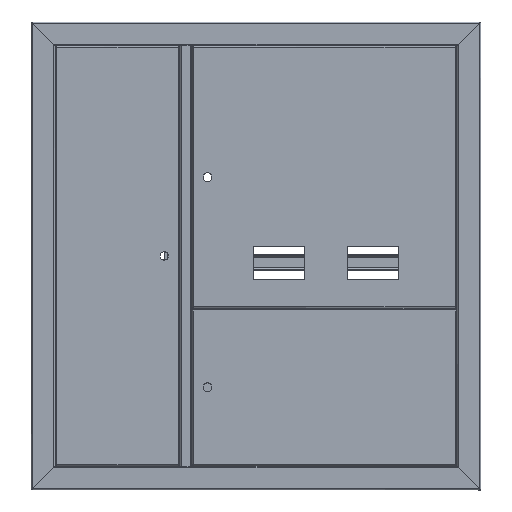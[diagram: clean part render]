
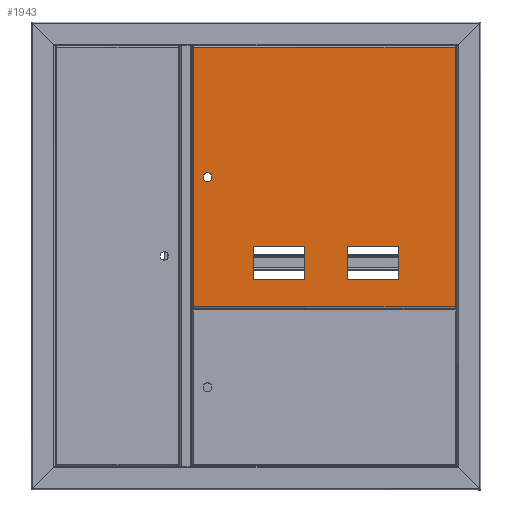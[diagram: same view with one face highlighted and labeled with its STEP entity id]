
A CAD part, top view. The second image highlights one B-rep face of the part: STEP entity #1943.
In plain terms, the highlighted planar face has unit normal (0, 0, 1).
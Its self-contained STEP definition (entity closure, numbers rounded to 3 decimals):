
#1943=ADVANCED_FACE('',(#9082,#9084,#9086,#9088),#9090,.T.);
#9082=FACE_BOUND('',#9083,.T.);
#9083=EDGE_LOOP('',(#16041,#16042,#16043,#16044));
#9084=FACE_BOUND('',#9085,.T.);
#9085=EDGE_LOOP('',(#16045,#16046,#16047,#16048));
#9086=FACE_BOUND('',#9087,.T.);
#9087=EDGE_LOOP('',(#16049,#16050,#16051,#16052));
#9088=FACE_BOUND('',#9089,.T.);
#9089=EDGE_LOOP('',(#16053,#16054,#16055,#16056));
#9090=PLANE('',#9091);
#9091=AXIS2_PLACEMENT_3D('',#9092,#9093,#9094);
#9092=CARTESIAN_POINT('',(0.,0.,0.));
#9093=DIRECTION('',(0.,0.,1.));
#9094=DIRECTION('',(-1.,0.,0.));
#16041=ORIENTED_EDGE('',*,*,#19909,.T.);
#16042=ORIENTED_EDGE('',*,*,#19910,.T.);
#16043=ORIENTED_EDGE('',*,*,#19911,.T.);
#16044=ORIENTED_EDGE('',*,*,#19912,.T.);
#16045=ORIENTED_EDGE('',*,*,#19913,.T.);
#16046=ORIENTED_EDGE('',*,*,#19914,.T.);
#16047=ORIENTED_EDGE('',*,*,#19915,.T.);
#16048=ORIENTED_EDGE('',*,*,#19916,.T.);
#16049=ORIENTED_EDGE('',*,*,#19917,.T.);
#16050=ORIENTED_EDGE('',*,*,#19918,.T.);
#16051=ORIENTED_EDGE('',*,*,#19919,.T.);
#16052=ORIENTED_EDGE('',*,*,#19920,.T.);
#16053=ORIENTED_EDGE('',*,*,#19921,.F.);
#16054=ORIENTED_EDGE('',*,*,#19922,.F.);
#16055=ORIENTED_EDGE('',*,*,#19923,.F.);
#16056=ORIENTED_EDGE('',*,*,#19924,.F.);
#19909=EDGE_CURVE('',#21860,#21861,#21862,.T.);
#19910=EDGE_CURVE('',#21861,#21863,#21864,.T.);
#19911=EDGE_CURVE('',#21863,#21865,#21866,.T.);
#19912=EDGE_CURVE('',#21865,#21860,#21867,.T.);
#19913=EDGE_CURVE('',#21868,#21869,#21870,.F.);
#19914=EDGE_CURVE('',#21869,#21871,#21872,.F.);
#19915=EDGE_CURVE('',#21871,#21873,#21874,.F.);
#19916=EDGE_CURVE('',#21873,#21868,#21875,.F.);
#19917=EDGE_CURVE('',#21876,#21877,#21878,.F.);
#19918=EDGE_CURVE('',#21877,#21879,#21880,.F.);
#19919=EDGE_CURVE('',#21879,#21881,#21882,.F.);
#19920=EDGE_CURVE('',#21881,#21876,#21883,.F.);
#19921=EDGE_CURVE('',#21884,#21885,#21886,.T.);
#19922=EDGE_CURVE('',#21887,#21884,#21888,.T.);
#19923=EDGE_CURVE('',#21889,#21887,#21890,.T.);
#19924=EDGE_CURVE('',#21885,#21889,#21891,.T.);
#21860=VERTEX_POINT('',#25055);
#21861=VERTEX_POINT('',#25056);
#21862=LINE('',#25057,#25058);
#21863=VERTEX_POINT('',#25060);
#21864=LINE('',#25061,#25062);
#21865=VERTEX_POINT('',#25064);
#21866=LINE('',#25065,#25066);
#21867=LINE('',#25068,#25069);
#21868=VERTEX_POINT('',#25071);
#21869=VERTEX_POINT('',#25072);
#21870=LINE('',#25073,#25074);
#21871=VERTEX_POINT('',#25076);
#21872=LINE('',#25077,#25078);
#21873=VERTEX_POINT('',#25080);
#21874=LINE('',#25081,#25082);
#21875=LINE('',#25084,#25085);
#21876=VERTEX_POINT('',#25087);
#21877=VERTEX_POINT('',#25088);
#21878=LINE('',#25089,#25090);
#21879=VERTEX_POINT('',#25092);
#21880=LINE('',#25093,#25094);
#21881=VERTEX_POINT('',#25096);
#21882=LINE('',#25097,#25098);
#21883=LINE('',#25100,#25101);
#21884=VERTEX_POINT('',#25103);
#21885=VERTEX_POINT('',#25104);
#21886=CIRCLE('',#25105,9.55);
#21887=VERTEX_POINT('',#25109);
#21888=LINE('',#25110,#25111);
#21889=VERTEX_POINT('',#25113);
#21890=CIRCLE('',#25114,9.55);
#21891=LINE('',#25118,#25119);
#25055=CARTESIAN_POINT('',(905.6,391.1,0.));
#25056=CARTESIAN_POINT('',(905.6,945.6,0.));
#25057=CARTESIAN_POINT('',(905.6,391.1,0.));
#25058=VECTOR('',#25059,1.);
#25059=DIRECTION('',(0.,1.,0.));
#25060=CARTESIAN_POINT('',(346.5,945.6,0.));
#25061=CARTESIAN_POINT('',(905.6,945.6,0.));
#25062=VECTOR('',#25063,1.);
#25063=DIRECTION('',(-1.,0.,0.));
#25064=CARTESIAN_POINT('',(346.5,391.1,0.));
#25065=CARTESIAN_POINT('',(346.5,945.6,0.));
#25066=VECTOR('',#25067,1.);
#25067=DIRECTION('',(0.,-1.,0.));
#25068=CARTESIAN_POINT('',(346.5,391.1,0.));
#25069=VECTOR('',#25070,1.);
#25070=DIRECTION('',(1.,0.,0.));
#25071=CARTESIAN_POINT('',(674.963,448.9,0.));
#25072=CARTESIAN_POINT('',(674.963,521.,0.));
#25073=CARTESIAN_POINT('',(674.963,521.,0.));
#25074=VECTOR('',#25075,1.);
#25075=DIRECTION('',(0.,-1.,0.));
#25076=CARTESIAN_POINT('',(784.563,521.,0.));
#25077=CARTESIAN_POINT('',(784.563,521.,0.));
#25078=VECTOR('',#25079,1.);
#25079=DIRECTION('',(-1.,0.,0.));
#25080=CARTESIAN_POINT('',(784.563,448.9,0.));
#25081=CARTESIAN_POINT('',(784.563,448.9,0.));
#25082=VECTOR('',#25083,1.);
#25083=DIRECTION('',(0.,1.,0.));
#25084=CARTESIAN_POINT('',(674.963,448.9,0.));
#25085=VECTOR('',#25086,1.);
#25086=DIRECTION('',(1.,0.,0.));
#25087=CARTESIAN_POINT('',(474.963,521.,0.));
#25088=CARTESIAN_POINT('',(584.563,521.,0.));
#25089=CARTESIAN_POINT('',(584.563,521.,0.));
#25090=VECTOR('',#25091,1.);
#25091=DIRECTION('',(-1.,0.,0.));
#25092=CARTESIAN_POINT('',(584.563,448.9,0.));
#25093=CARTESIAN_POINT('',(584.563,448.9,0.));
#25094=VECTOR('',#25095,1.);
#25095=DIRECTION('',(0.,1.,0.));
#25096=CARTESIAN_POINT('',(474.963,448.9,0.));
#25097=CARTESIAN_POINT('',(474.963,448.9,0.));
#25098=VECTOR('',#25099,1.);
#25099=DIRECTION('',(1.,0.,0.));
#25100=CARTESIAN_POINT('',(474.963,521.,0.));
#25101=VECTOR('',#25102,1.);
#25102=DIRECTION('',(0.,-1.,0.));
#25103=CARTESIAN_POINT('',(384.35,673.488,0.));
#25104=CARTESIAN_POINT('',(368.25,673.488,0.));
#25105=AXIS2_PLACEMENT_3D('',#25106,#25107,#25108);
#25106=CARTESIAN_POINT('',(376.3,668.35,0.));
#25107=DIRECTION('',(0.,0.,1.));
#25108=DIRECTION('',(0.843,0.538,0.));
#25109=CARTESIAN_POINT('',(384.35,663.212,0.));
#25110=CARTESIAN_POINT('',(384.35,663.212,0.));
#25111=VECTOR('',#25112,1.);
#25112=DIRECTION('',(0.,1.,0.));
#25113=CARTESIAN_POINT('',(368.25,663.212,0.));
#25114=AXIS2_PLACEMENT_3D('',#25115,#25116,#25117);
#25115=CARTESIAN_POINT('',(376.3,668.35,0.));
#25116=DIRECTION('',(0.,0.,1.));
#25117=DIRECTION('',(-0.843,-0.538,0.));
#25118=CARTESIAN_POINT('',(368.25,673.488,0.));
#25119=VECTOR('',#25120,1.);
#25120=DIRECTION('',(0.,-1.,0.));
